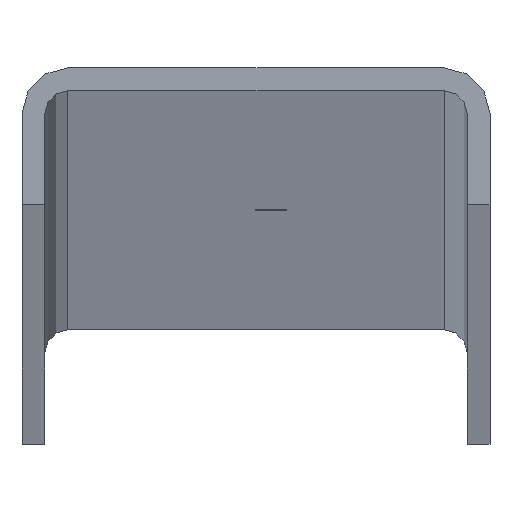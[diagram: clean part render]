
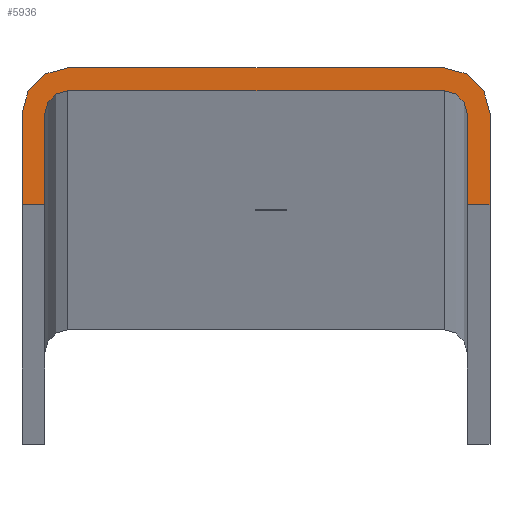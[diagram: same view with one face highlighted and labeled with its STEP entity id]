
A CAD part, top view. The second image highlights one B-rep face of the part: STEP entity #5936.
In plain terms, the highlighted planar face has unit normal (0, 0, 1).
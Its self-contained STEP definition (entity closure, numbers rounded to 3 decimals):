
#46 = DIRECTION ( 'NONE',  ( 1., 0., 0. ) ) ;
#99 = CARTESIAN_POINT ( 'NONE',  ( -10.25, 0., 3000. ) ) ;
#333 = LINE ( 'NONE', #99, #12001 ) ;
#553 = CARTESIAN_POINT ( 'NONE',  ( -8.25, 5., 3000. ) ) ;
#583 = ORIENTED_EDGE ( 'NONE', *, *, #9696, .T. ) ;
#737 = EDGE_CURVE ( 'NONE', #3712, #5148, #7333, .T. ) ;
#836 = AXIS2_PLACEMENT_3D ( 'NONE', #4573, #7951, #2281 ) ;
#1528 = ORIENTED_EDGE ( 'NONE', *, *, #8702, .T. ) ;
#1537 = LINE ( 'NONE', #8491, #11406 ) ;
#1679 = CARTESIAN_POINT ( 'NONE',  ( -9.25, 0., 3000. ) ) ;
#1939 = DIRECTION ( 'NONE',  ( 1., 0., 0. ) ) ;
#2081 = CARTESIAN_POINT ( 'NONE',  ( -9.25, 4., 3000. ) ) ;
#2227 = DIRECTION ( 'NONE',  ( 0., 0., -1. ) ) ;
#2281 = DIRECTION ( 'NONE',  ( 1., 0., 0. ) ) ;
#2321 = VECTOR ( 'NONE', #3921, 1000. ) ;
#2337 = CARTESIAN_POINT ( 'NONE',  ( -8.25, 4., 3000. ) ) ;
#2387 = CARTESIAN_POINT ( 'NONE',  ( -9.25, 5., 3000. ) ) ;
#2597 = DIRECTION ( 'NONE',  ( 1., 0., 0. ) ) ;
#2726 = ORIENTED_EDGE ( 'NONE', *, *, #13994, .T. ) ;
#2762 = CARTESIAN_POINT ( 'NONE',  ( 9.25, 0., 3000. ) ) ;
#3111 = LINE ( 'NONE', #6512, #13159 ) ;
#3275 = CARTESIAN_POINT ( 'NONE',  ( -9.25, 0., 3000. ) ) ;
#3712 = VERTEX_POINT ( 'NONE', #3275 ) ;
#3921 = DIRECTION ( 'NONE',  ( 0., 1., 0. ) ) ;
#3953 = ORIENTED_EDGE ( 'NONE', *, *, #8829, .T. ) ;
#3954 = DIRECTION ( 'NONE',  ( 1., 0., 0. ) ) ;
#4027 = CARTESIAN_POINT ( 'NONE',  ( -8.25, 4., 3000. ) ) ;
#4085 = DIRECTION ( 'NONE',  ( 0., 1., 0. ) ) ;
#4219 = CARTESIAN_POINT ( 'NONE',  ( 9.25, 5., 3000. ) ) ;
#4241 = LINE ( 'NONE', #5788, #12339 ) ;
#4346 = CARTESIAN_POINT ( 'NONE',  ( 10.25, 4., 3000. ) ) ;
#4424 = VERTEX_POINT ( 'NONE', #2762 ) ;
#4531 = CARTESIAN_POINT ( 'NONE',  ( 0., 0., 3000. ) ) ;
#4573 = CARTESIAN_POINT ( 'NONE',  ( 8.25, 4., 3000. ) ) ;
#4840 = CARTESIAN_POINT ( 'NONE',  ( -8.25, 6., 3000. ) ) ;
#4842 = EDGE_CURVE ( 'NONE', #4424, #9201, #4241, .T. ) ;
#4983 = VERTEX_POINT ( 'NONE', #4840 ) ;
#5148 = VERTEX_POINT ( 'NONE', #2081 ) ;
#5180 = VECTOR ( 'NONE', #7695, 1000. ) ;
#5186 = EDGE_CURVE ( 'NONE', #14556, #4983, #7273, .T. ) ;
#5322 = ORIENTED_EDGE ( 'NONE', *, *, #5186, .T. ) ;
#5482 = DIRECTION ( 'NONE',  ( -1., 0., 0. ) ) ;
#5609 = AXIS2_PLACEMENT_3D ( 'NONE', #4027, #14266, #1939 ) ;
#5756 = EDGE_CURVE ( 'NONE', #13685, #3712, #1537, .T. ) ;
#5788 = CARTESIAN_POINT ( 'NONE',  ( 9.25, 0., 3000. ) ) ;
#5844 = DIRECTION ( 'NONE',  ( 1., 0., 0. ) ) ;
#5936 = ADVANCED_FACE ( 'NONE', ( #9449 ), #13779, .T. ) ;
#6372 = CARTESIAN_POINT ( 'NONE',  ( 8.25, 6., 3000. ) ) ;
#6512 = CARTESIAN_POINT ( 'NONE',  ( 10.25, 6., 3000. ) ) ;
#6896 = DIRECTION ( 'NONE',  ( 0., -1., 0. ) ) ;
#6945 = DIRECTION ( 'NONE',  ( 0., 0., 1. ) ) ;
#7273 = LINE ( 'NONE', #12386, #13023 ) ;
#7333 = LINE ( 'NONE', #1679, #2321 ) ;
#7676 = VERTEX_POINT ( 'NONE', #9216 ) ;
#7695 = DIRECTION ( 'NONE',  ( 0., -1., 0. ) ) ;
#7713 = AXIS2_PLACEMENT_3D ( 'NONE', #10846, #12050, #3954 ) ;
#7906 = EDGE_CURVE ( 'NONE', #9201, #10913, #3111, .T. ) ;
#7951 = DIRECTION ( 'NONE',  ( 0., 0., 1. ) ) ;
#8235 = ORIENTED_EDGE ( 'NONE', *, *, #5756, .T. ) ;
#8253 = VERTEX_POINT ( 'NONE', #12883 ) ;
#8284 = AXIS2_PLACEMENT_3D ( 'NONE', #4531, #6945, #46 ) ;
#8393 = DIRECTION ( 'NONE',  ( 1., 0., 0. ) ) ;
#8463 = CARTESIAN_POINT ( 'NONE',  ( 8.25, 5., 3000. ) ) ;
#8491 = CARTESIAN_POINT ( 'NONE',  ( -10.25, 0., 3000. ) ) ;
#8702 = EDGE_CURVE ( 'NONE', #11513, #9394, #8833, .T. ) ;
#8829 = EDGE_CURVE ( 'NONE', #9394, #7676, #10250, .T. ) ;
#8833 = LINE ( 'NONE', #2387, #14560 ) ;
#8878 = ORIENTED_EDGE ( 'NONE', *, *, #737, .T. ) ;
#9096 = ORIENTED_EDGE ( 'NONE', *, *, #7906, .T. ) ;
#9201 = VERTEX_POINT ( 'NONE', #12609 ) ;
#9216 = CARTESIAN_POINT ( 'NONE',  ( 9.25, 4., 3000. ) ) ;
#9229 = ORIENTED_EDGE ( 'NONE', *, *, #12520, .T. ) ;
#9394 = VERTEX_POINT ( 'NONE', #8463 ) ;
#9449 = FACE_OUTER_BOUND ( 'NONE', #10627, .T. ) ;
#9474 = ORIENTED_EDGE ( 'NONE', *, *, #4842, .T. ) ;
#9559 = CARTESIAN_POINT ( 'NONE',  ( -10.25, 0., 3000. ) ) ;
#9632 = ORIENTED_EDGE ( 'NONE', *, *, #12208, .T. ) ;
#9696 = EDGE_CURVE ( 'NONE', #5148, #11513, #11829, .T. ) ;
#10250 = CIRCLE ( 'NONE', #7713, 1. ) ;
#10627 = EDGE_LOOP ( 'NONE', ( #9096, #9632, #5322, #9229, #13178, #8235, #8878, #583, #1528, #3953, #2726, #9474 ) ) ;
#10846 = CARTESIAN_POINT ( 'NONE',  ( 8.25, 4., 3000. ) ) ;
#10902 = CIRCLE ( 'NONE', #5609, 2. ) ;
#10913 = VERTEX_POINT ( 'NONE', #4346 ) ;
#11255 = CIRCLE ( 'NONE', #836, 2. ) ;
#11406 = VECTOR ( 'NONE', #8393, 1000. ) ;
#11513 = VERTEX_POINT ( 'NONE', #553 ) ;
#11829 = CIRCLE ( 'NONE', #14806, 1. ) ;
#12001 = VECTOR ( 'NONE', #6896, 1000. ) ;
#12019 = LINE ( 'NONE', #4219, #5180 ) ;
#12050 = DIRECTION ( 'NONE',  ( 0., 0., -1. ) ) ;
#12208 = EDGE_CURVE ( 'NONE', #10913, #14556, #11255, .T. ) ;
#12339 = VECTOR ( 'NONE', #5844, 1000. ) ;
#12386 = CARTESIAN_POINT ( 'NONE',  ( -10.25, 6., 3000. ) ) ;
#12520 = EDGE_CURVE ( 'NONE', #4983, #8253, #10902, .T. ) ;
#12609 = CARTESIAN_POINT ( 'NONE',  ( 10.25, 0., 3000. ) ) ;
#12883 = CARTESIAN_POINT ( 'NONE',  ( -10.25, 4., 3000. ) ) ;
#13023 = VECTOR ( 'NONE', #5482, 1000. ) ;
#13159 = VECTOR ( 'NONE', #4085, 1000. ) ;
#13178 = ORIENTED_EDGE ( 'NONE', *, *, #14278, .T. ) ;
#13685 = VERTEX_POINT ( 'NONE', #9559 ) ;
#13779 = PLANE ( 'NONE',  #8284 ) ;
#13994 = EDGE_CURVE ( 'NONE', #7676, #4424, #12019, .T. ) ;
#14266 = DIRECTION ( 'NONE',  ( 0., 0., 1. ) ) ;
#14278 = EDGE_CURVE ( 'NONE', #8253, #13685, #333, .T. ) ;
#14556 = VERTEX_POINT ( 'NONE', #6372 ) ;
#14560 = VECTOR ( 'NONE', #2597, 1000. ) ;
#14726 = DIRECTION ( 'NONE',  ( 1., 0., 0. ) ) ;
#14806 = AXIS2_PLACEMENT_3D ( 'NONE', #2337, #2227, #14726 ) ;
